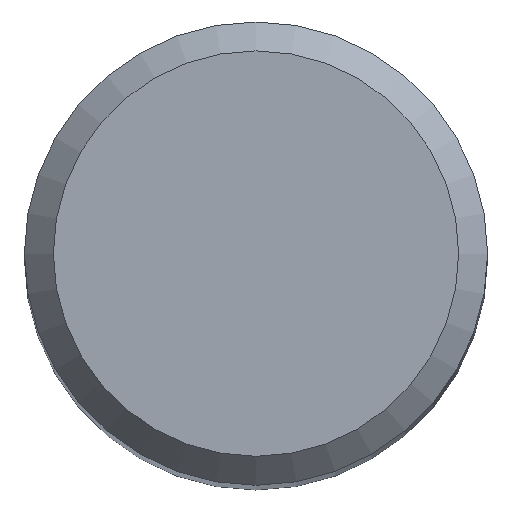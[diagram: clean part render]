
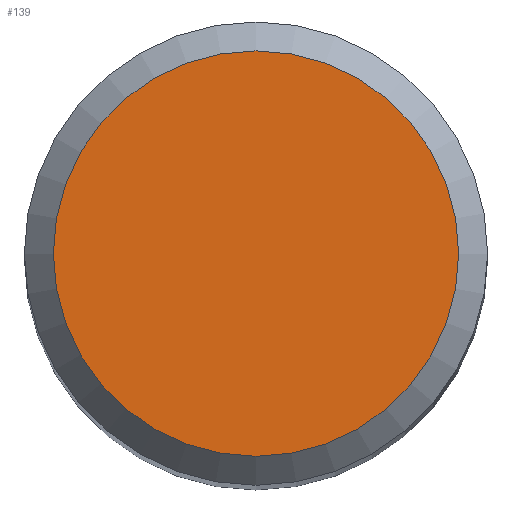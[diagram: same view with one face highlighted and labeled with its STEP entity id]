
A CAD part, top view. The second image highlights one B-rep face of the part: STEP entity #139.
In plain terms, the highlighted planar face has unit normal (0, 0, 1).
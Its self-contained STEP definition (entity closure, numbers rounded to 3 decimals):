
#9 = AXIS2_PLACEMENT_3D ( 'NONE', #176, #194, #143 ) ;
#63 = CARTESIAN_POINT ( 'NONE',  ( 0., 0., 63. ) ) ;
#64 = DIRECTION ( 'NONE',  ( 0., 0., -1. ) ) ;
#84 = FACE_OUTER_BOUND ( 'NONE', #111, .T. ) ;
#111 = EDGE_LOOP ( 'NONE', ( #198 ) ) ;
#126 = DIRECTION ( 'NONE',  ( 0., 1., 0. ) ) ;
#139 = ADVANCED_FACE ( 'NONE', ( #84 ), #212, .F. ) ;
#143 = DIRECTION ( 'NONE',  ( 0., 1., 0. ) ) ;
#159 = VERTEX_POINT ( 'NONE', #233 ) ;
#176 = CARTESIAN_POINT ( 'NONE',  ( 0., 0., 63. ) ) ;
#186 = AXIS2_PLACEMENT_3D ( 'NONE', #63, #64, #126 ) ;
#194 = DIRECTION ( 'NONE',  ( 0., 0., -1. ) ) ;
#198 = ORIENTED_EDGE ( 'NONE', *, *, #224, .F. ) ;
#212 = PLANE ( 'NONE',  #186 ) ;
#222 = CIRCLE ( 'NONE', #9, 3.5 ) ;
#224 = EDGE_CURVE ( 'NONE', #159, #159, #222, .T. ) ;
#233 = CARTESIAN_POINT ( 'NONE',  ( 0., 3.5, 63. ) ) ;
